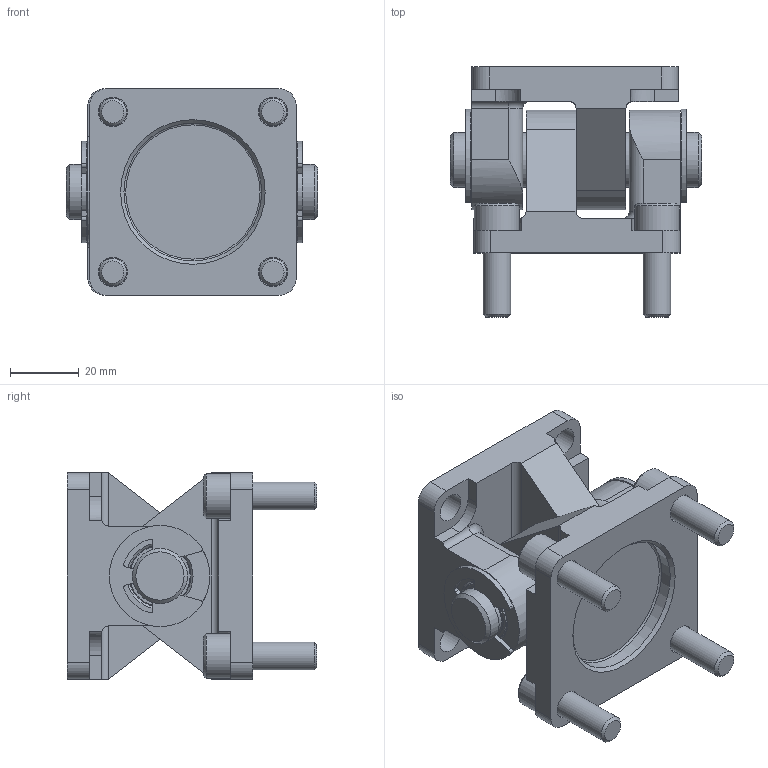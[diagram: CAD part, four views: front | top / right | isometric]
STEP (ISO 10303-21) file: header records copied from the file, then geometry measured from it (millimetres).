
FILE_DESCRIPTION(/* description */ ('STEP AP214'),/* implementation_level */ '2;1');
FILE_NAME(/* name */ '2787651_DAMS-K-V1-50-V-R3',/* time_stamp */ '2024-08-13T15:37:04+02:00',/* author */ ('License CC BY-ND 4.0'),/* organization */ ('CADENAS'),/* preprocessor_version */ 'ST-DEVELOPER v19.3',/* originating_system */ 'PARTsolutions',/* authorisation */ ' ');
FILE_SCHEMA (('AUTOMOTIVE_DESIGN {1 0 10303 214 3 1 1}'));
Length unit declared in the file: millimetre
Products named in the file (5): 2787651 DAMS-K-V1-50-V-R3---(0); 2787651 DAMS-K-V1-50-V-R3-P1; 651328 BZ-16-061.0-AA; DIN-6799 15; DIN-912 - M8x25(F)
Assembly tree (9 placements, depth 2):
  2787651 DAMS-K-V1-50-V-R3---(0)
    2787651 DAMS-K-V1-50-V-R3-P1  x2
    651328 BZ-16-061.0-AA
    DIN-6799 15  x2
    DIN-912 - M8x25(F)  x4
Bounding box: 73 x 72.6 x 60 mm (x, y, z)
Volume: 122335.3 mm3; surface area: 43080.6 mm2
Topology: 9 solids, 9 shells, 315 faces, 725 edges, 446 vertices
Faces by surface type: plane 144, cylinder 105, cone 60, torus 6
Full cylindrical faces by diameter (mm): 8 x4, 8.5 x8, 13 x4, 15 x2, 16 x7, 18 x8, 40 x2
Entity records: 3890 total; most frequent: DIRECTION 691, CARTESIAN_POINT 670, ORIENTED_EDGE 558, EDGE_CURVE 279, AXIS2_PLACEMENT_3D 278, VERTEX_POINT 195, FACE_BOUND 192, EDGE_LOOP 191
